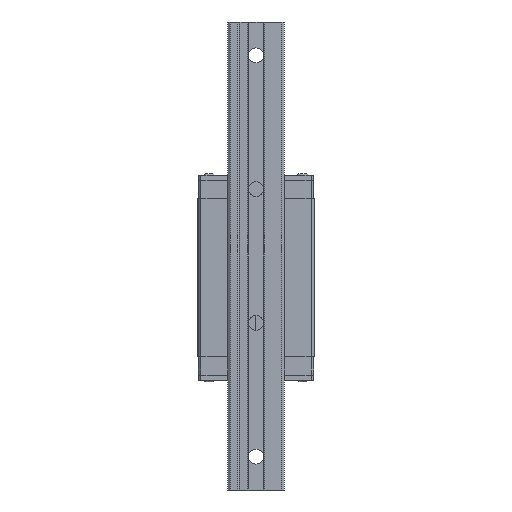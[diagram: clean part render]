
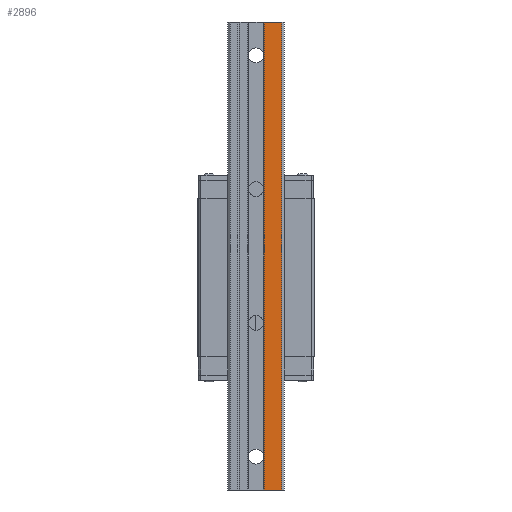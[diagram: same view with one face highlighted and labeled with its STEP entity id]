
A CAD part, front view. The second image highlights one B-rep face of the part: STEP entity #2896.
In plain terms, the highlighted planar face has unit normal (0, -1, 0).
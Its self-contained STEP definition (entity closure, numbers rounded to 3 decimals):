
#779 = VERTEX_POINT ( 'NONE', #1954 ) ;
#982 = EDGE_CURVE ( 'NONE', #7635, #779, #8971, .T. ) ;
#1569 = PLANE ( 'NONE',  #2446 ) ;
#1577 = EDGE_LOOP ( 'NONE', ( #4419, #4441, #8476, #9402 ) ) ;
#1650 = VECTOR ( 'NONE', #4981, 1000. ) ;
#1681 = EDGE_CURVE ( 'NONE', #2840, #5913, #8141, .T. ) ;
#1954 = CARTESIAN_POINT ( 'NONE',  ( 32.5, 0., 0. ) ) ;
#1956 = CARTESIAN_POINT ( 'NONE',  ( 32.5, 0., -280. ) ) ;
#2067 = DIRECTION ( 'NONE',  ( 1., 0., 0. ) ) ;
#2131 = VECTOR ( 'NONE', #6995, 1000. ) ;
#2446 = AXIS2_PLACEMENT_3D ( 'NONE', #6301, #5304, #4311 ) ;
#2840 = VERTEX_POINT ( 'NONE', #4780 ) ;
#2896 = ADVANCED_FACE ( 'NONE', ( #3462 ), #1569, .T. ) ;
#3047 = CARTESIAN_POINT ( 'NONE',  ( 22., 0., -280. ) ) ;
#3211 = CARTESIAN_POINT ( 'NONE',  ( 22., 0., 0. ) ) ;
#3437 = VECTOR ( 'NONE', #2067, 1000. ) ;
#3462 = FACE_OUTER_BOUND ( 'NONE', #1577, .T. ) ;
#4037 = LINE ( 'NONE', #3047, #3437 ) ;
#4311 = DIRECTION ( 'NONE',  ( 0., 0., -1. ) ) ;
#4419 = ORIENTED_EDGE ( 'NONE', *, *, #8088, .F. ) ;
#4441 = ORIENTED_EDGE ( 'NONE', *, *, #1681, .F. ) ;
#4780 = CARTESIAN_POINT ( 'NONE',  ( 22., 0., -280. ) ) ;
#4981 = DIRECTION ( 'NONE',  ( 1., 0., 0. ) ) ;
#5167 = DIRECTION ( 'NONE',  ( 0., 0., 1. ) ) ;
#5304 = DIRECTION ( 'NONE',  ( 0., -1., 0. ) ) ;
#5597 = EDGE_CURVE ( 'NONE', #2840, #7635, #4037, .T. ) ;
#5913 = VERTEX_POINT ( 'NONE', #3211 ) ;
#5971 = CARTESIAN_POINT ( 'NONE',  ( 22., 0., 0. ) ) ;
#6152 = CARTESIAN_POINT ( 'NONE',  ( 22., 0., -280. ) ) ;
#6301 = CARTESIAN_POINT ( 'NONE',  ( 22., 0., -280. ) ) ;
#6962 = LINE ( 'NONE', #5971, #1650 ) ;
#6995 = DIRECTION ( 'NONE',  ( 0., 0., 1. ) ) ;
#7635 = VERTEX_POINT ( 'NONE', #1956 ) ;
#7992 = CARTESIAN_POINT ( 'NONE',  ( 32.5, 0., -280. ) ) ;
#8088 = EDGE_CURVE ( 'NONE', #5913, #779, #6962, .T. ) ;
#8141 = LINE ( 'NONE', #6152, #8576 ) ;
#8476 = ORIENTED_EDGE ( 'NONE', *, *, #5597, .T. ) ;
#8576 = VECTOR ( 'NONE', #5167, 1000. ) ;
#8971 = LINE ( 'NONE', #7992, #2131 ) ;
#9402 = ORIENTED_EDGE ( 'NONE', *, *, #982, .T. ) ;
